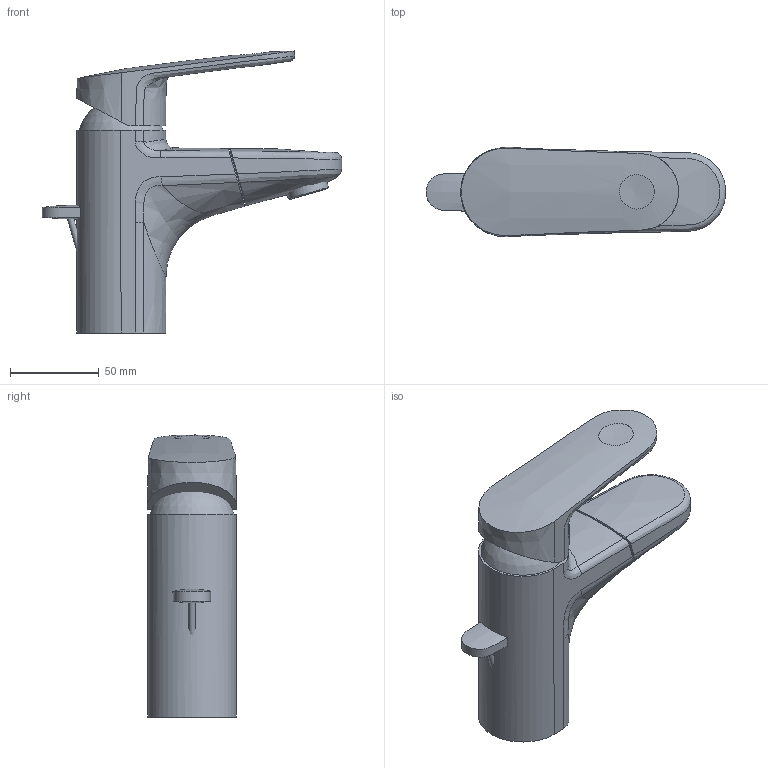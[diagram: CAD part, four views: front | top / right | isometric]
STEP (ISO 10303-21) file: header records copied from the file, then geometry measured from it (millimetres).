
FILE_DESCRIPTION(/* description */ ('Unknown'),/* implementation_level */ '2;1');
FILE_NAME(/* name */ '33155002',/* time_stamp */ '2022-09-01T16:51:51+02:00',/* author */ ('Unknown'),/* organization */ ('GROHE AG'),/* preprocessor_version */ 'ST-DEVELOPER v16.7',/* originating_system */ 'DEX',/* authorisation */ $);
FILE_SCHEMA (('AUTOMOTIVE_DESIGN { 1 0 10303 214 3 1 1 }','AUTOMOTIVE_DESIGN {1 0 10303 214 3 1 1}'));
Length unit declared in the file: millimetre
Products named in the file (4): 33155002; cyl_body; id49; face1
Assembly tree (3 placements, depth 2):
  33155002
    cyl_body
    id49
    face1
Bounding box: 168.34 x 50.14 x 158.63 mm (x, y, z)
Volume: 67647.3 mm3; surface area: 63775.3 mm2
Topology: 1 solids, 9 shells, 69 faces, 219 edges, 156 vertices
Faces by surface type: bspline 48, plane 10, cylinder 8, sphere 1, torus 1, cone 1
Full cylindrical faces by diameter (mm): 3.45 x1, 23 x1, 23.6 x1
Entity records: 11022 total; most frequent: CARTESIAN_POINT 9489, ORIENTED_EDGE 355, EDGE_CURVE 209, B_SPLINE_CURVE_WITH_KNOTS 179, VERTEX_POINT 154, DIRECTION 99, EDGE_LOOP 85, FACE_BOUND 85
